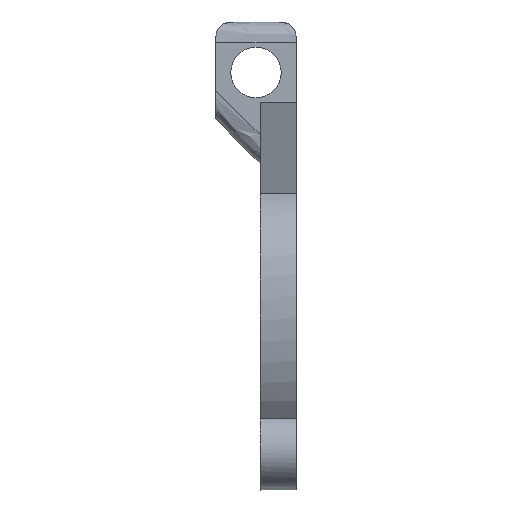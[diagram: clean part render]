
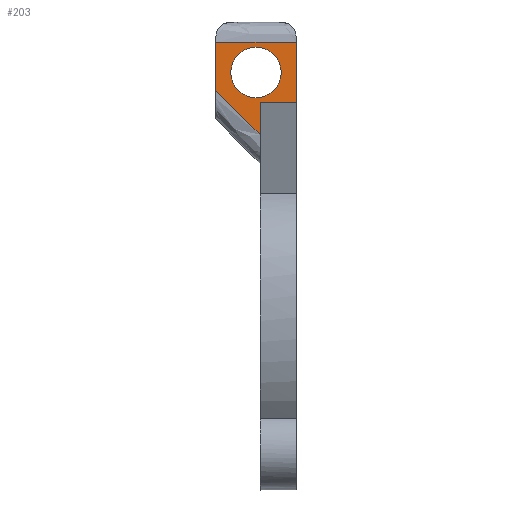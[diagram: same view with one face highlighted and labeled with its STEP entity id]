
A CAD part, left-side view. The second image highlights one B-rep face of the part: STEP entity #203.
In plain terms, the highlighted planar face has unit normal (-1, 0, 0).
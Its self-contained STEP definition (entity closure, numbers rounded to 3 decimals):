
#47 = VECTOR ( 'NONE', #2234, 1000. ) ;
#104 = CARTESIAN_POINT ( 'NONE',  ( -11.374, 1.8, 8.008 ) ) ;
#110 = CARTESIAN_POINT ( 'NONE',  ( -11.374, 4., 10.208 ) ) ;
#147 = EDGE_CURVE ( 'NONE', #1173, #2211, #3094, .T. ) ;
#175 = CARTESIAN_POINT ( 'NONE',  ( -11.374, 4., 10.208 ) ) ;
#203 = ADVANCED_FACE ( 'NONE', ( #2077, #2097 ), #3645, .F. ) ;
#361 = LINE ( 'NONE', #378, #47 ) ;
#378 = CARTESIAN_POINT ( 'NONE',  ( -11.374, 0., 13.594 ) ) ;
#384 = CIRCLE ( 'NONE', #1313, 1.25 ) ;
#389 = LINE ( 'NONE', #1707, #2817 ) ;
#432 = VERTEX_POINT ( 'NONE', #1131 ) ;
#617 = EDGE_LOOP ( 'NONE', ( #3326, #1477 ) ) ;
#695 = EDGE_CURVE ( 'NONE', #1173, #3864, #361, .T. ) ;
#916 = AXIS2_PLACEMENT_3D ( 'NONE', #3358, #1376, #1445 ) ;
#1027 = ORIENTED_EDGE ( 'NONE', *, *, #2638, .T. ) ;
#1085 = EDGE_CURVE ( 'NONE', #3243, #3433, #3686, .T. ) ;
#1131 = CARTESIAN_POINT ( 'NONE',  ( -11.374, 2., 12.344 ) ) ;
#1144 = CARTESIAN_POINT ( 'NONE',  ( -11.374, 4., 13.594 ) ) ;
#1150 = CARTESIAN_POINT ( 'NONE',  ( -11.374, 2., 11.094 ) ) ;
#1173 = VERTEX_POINT ( 'NONE', #2256 ) ;
#1198 = CARTESIAN_POINT ( 'NONE',  ( -11.374, 1.8, 9.614 ) ) ;
#1205 = ORIENTED_EDGE ( 'NONE', *, *, #147, .T. ) ;
#1270 = EDGE_CURVE ( 'NONE', #2968, #3433, #2583, .T. ) ;
#1313 = AXIS2_PLACEMENT_3D ( 'NONE', #3827, #3784, #1331 ) ;
#1331 = DIRECTION ( 'NONE',  ( 0., 0., -1. ) ) ;
#1376 = DIRECTION ( 'NONE',  ( 1., 0., 0. ) ) ;
#1422 = CARTESIAN_POINT ( 'NONE',  ( -11.374, 2., 9.844 ) ) ;
#1445 = DIRECTION ( 'NONE',  ( 0., 0., -1. ) ) ;
#1466 = CARTESIAN_POINT ( 'NONE',  ( -11.374, 2.667, 12.594 ) ) ;
#1477 = ORIENTED_EDGE ( 'NONE', *, *, #2043, .T. ) ;
#1602 = ORIENTED_EDGE ( 'NONE', *, *, #1270, .T. ) ;
#1659 = ORIENTED_EDGE ( 'NONE', *, *, #1085, .F. ) ;
#1664 = CARTESIAN_POINT ( 'NONE',  ( -11.374, 0., 9.614 ) ) ;
#1681 = CARTESIAN_POINT ( 'NONE',  ( -11.374, 3.267, 9.475 ) ) ;
#1695 = ORIENTED_EDGE ( 'NONE', *, *, #695, .F. ) ;
#1707 = CARTESIAN_POINT ( 'NONE',  ( -11.374, 4., 9.614 ) ) ;
#1776 = CARTESIAN_POINT ( 'NONE',  ( -11.374, 0., 12.594 ) ) ;
#1798 = EDGE_CURVE ( 'NONE', #3243, #3864, #389, .T. ) ;
#1812 = DIRECTION ( 'NONE',  ( 0., 0., -1. ) ) ;
#1978 = DIRECTION ( 'NONE',  ( 0., -1., 0. ) ) ;
#2043 = EDGE_CURVE ( 'NONE', #432, #3015, #2484, .T. ) ;
#2077 = FACE_BOUND ( 'NONE', #617, .T. ) ;
#2089 = DIRECTION ( 'NONE',  ( 1., 0., 0. ) ) ;
#2097 = FACE_OUTER_BOUND ( 'NONE', #2174, .T. ) ;
#2115 = CARTESIAN_POINT ( 'NONE',  ( -11.374, 1.8, 13.594 ) ) ;
#2168 = EDGE_CURVE ( 'NONE', #3015, #432, #384, .T. ) ;
#2174 = EDGE_LOOP ( 'NONE', ( #1659, #2794, #1695, #1205, #1027, #1602 ) ) ;
#2211 = VERTEX_POINT ( 'NONE', #3118 ) ;
#2234 = DIRECTION ( 'NONE',  ( 0., 0., -1. ) ) ;
#2256 = CARTESIAN_POINT ( 'NONE',  ( -11.374, 0., 12.594 ) ) ;
#2397 = CARTESIAN_POINT ( 'NONE',  ( -11.374, 1.333, 12.594 ) ) ;
#2405 = DIRECTION ( 'NONE',  ( 0., 0., -1. ) ) ;
#2484 = CIRCLE ( 'NONE', #3607, 1.25 ) ;
#2555 = VECTOR ( 'NONE', #2405, 1000. ) ;
#2583 = B_SPLINE_CURVE_WITH_KNOTS ( 'NONE', 3,
 ( #175, #1681, #2934, #104 ),
 .UNSPECIFIED., .F., .F.,
 ( 4, 4 ),
 ( 0., 1. ),
 .UNSPECIFIED. ) ;
#2638 = EDGE_CURVE ( 'NONE', #2211, #2968, #3301, .T. ) ;
#2756 = VECTOR ( 'NONE', #1812, 1000. ) ;
#2794 = ORIENTED_EDGE ( 'NONE', *, *, #1798, .T. ) ;
#2817 = VECTOR ( 'NONE', #1978, 1000. ) ;
#2934 = CARTESIAN_POINT ( 'NONE',  ( -11.374, 2.533, 8.742 ) ) ;
#2968 = VERTEX_POINT ( 'NONE', #110 ) ;
#3015 = VERTEX_POINT ( 'NONE', #1422 ) ;
#3094 = B_SPLINE_CURVE_WITH_KNOTS ( 'NONE', 3,
 ( #1776, #2397, #1466, #3894 ),
 .UNSPECIFIED., .F., .F.,
 ( 4, 4 ),
 ( 0., 1. ),
 .UNSPECIFIED. ) ;
#3118 = CARTESIAN_POINT ( 'NONE',  ( -11.374, 4., 12.594 ) ) ;
#3243 = VERTEX_POINT ( 'NONE', #1198 ) ;
#3301 = LINE ( 'NONE', #1144, #2555 ) ;
#3326 = ORIENTED_EDGE ( 'NONE', *, *, #2168, .T. ) ;
#3349 = DIRECTION ( 'NONE',  ( 0., 0., -1. ) ) ;
#3358 = CARTESIAN_POINT ( 'NONE',  ( -11.374, 4., 13.594 ) ) ;
#3433 = VERTEX_POINT ( 'NONE', #4063 ) ;
#3607 = AXIS2_PLACEMENT_3D ( 'NONE', #1150, #2089, #3349 ) ;
#3645 = PLANE ( 'NONE',  #916 ) ;
#3686 = LINE ( 'NONE', #2115, #2756 ) ;
#3784 = DIRECTION ( 'NONE',  ( 1., 0., 0. ) ) ;
#3827 = CARTESIAN_POINT ( 'NONE',  ( -11.374, 2., 11.094 ) ) ;
#3864 = VERTEX_POINT ( 'NONE', #1664 ) ;
#3894 = CARTESIAN_POINT ( 'NONE',  ( -11.374, 4., 12.594 ) ) ;
#4063 = CARTESIAN_POINT ( 'NONE',  ( -11.374, 1.8, 8.008 ) ) ;
